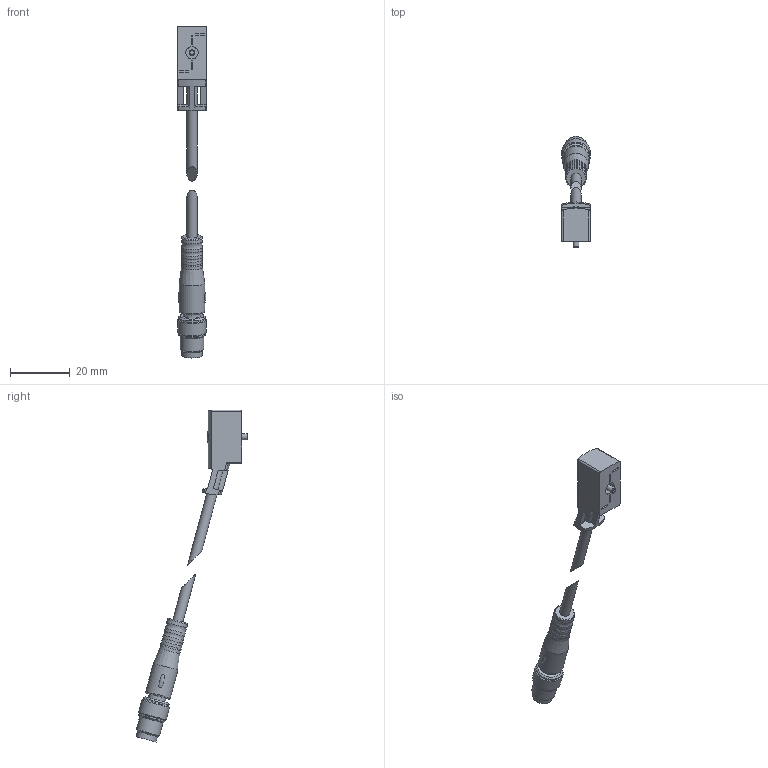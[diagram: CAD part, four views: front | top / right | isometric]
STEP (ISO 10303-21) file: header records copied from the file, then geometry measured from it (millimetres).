
FILE_DESCRIPTION(/* description */ ('STEP AP214'),/* implementation_level */ '2;1');
FILE_NAME(/* name */ '177678_KMYZ-2-24-M8-25-LED',/* time_stamp */ '2024-08-29T17:50:18+02:00',/* author */ ('License CC BY-ND 4.0'),/* organization */ ('CADENAS'),/* preprocessor_version */ 'ST-DEVELOPER v19.3',/* originating_system */ 'PARTsolutions',/* authorisation */ ' ');
FILE_SCHEMA (('AUTOMOTIVE_DESIGN {1 0 10303 214 3 1 1}'));
Length unit declared in the file: millimetre
Products named in the file (3): 177678 KMYZ-2-24-M8-2,5-LED; 177678 KMYZ-2-24-M8-2,5-LED_U; 1027313 Steckerkabel_M8
Assembly tree (2 placements, depth 2):
  177678 KMYZ-2-24-M8-2,5-LED
    177678 KMYZ-2-24-M8-2,5-LED_U
    1027313 Steckerkabel_M8
Bounding box: 9.7 x 37.4 x 111.24 mm (x, y, z)
Volume: 4447 mm3; surface area: 3295.6 mm2
Topology: 2 solids, 2 shells, 126 faces, 307 edges, 194 vertices
Faces by surface type: plane 68, cylinder 37, torus 9, cone 8, sphere 4
Full cylindrical faces by diameter (mm): 1 x3, 2 x1, 3.4 x2, 4 x1, 4.1 x1, 5.8 x1, 5.9 x1, 6.9 x1, 7 x5, 8 x1, 8.5 x1, 9 x2, 9.6 x1
Entity records: 3791 total; most frequent: CARTESIAN_POINT 636, DIRECTION 606, ORIENTED_EDGE 508, EDGE_CURVE 254, AXIS2_PLACEMENT_3D 230, VERTEX_POINT 182, EDGE_LOOP 180, FACE_BOUND 180
